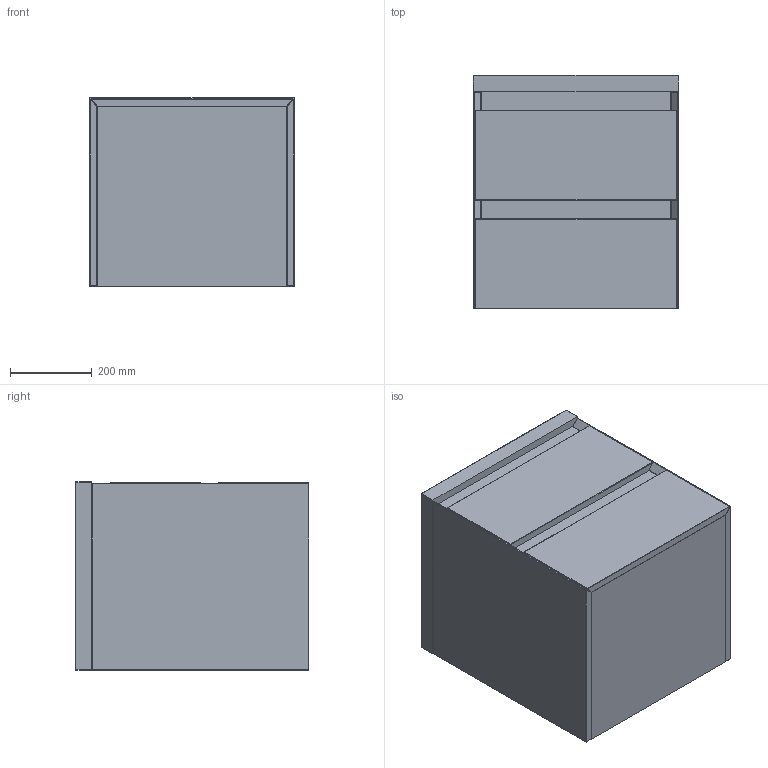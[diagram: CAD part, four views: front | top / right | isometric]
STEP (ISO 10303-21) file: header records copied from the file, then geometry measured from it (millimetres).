
FILE_DESCRIPTION (( 'STEP AP214' ), '1' );
FILE_NAME ('UN050W2.STEP', '2021-03-04T11:46:51', ( '' ), ( '' ), 'SwSTEP 2.0', 'SolidWorks 2019', '' );
FILE_SCHEMA (( 'AUTOMOTIVE_DESIGN' ));
Length unit declared in the file: millimetre
Products named in the file (5): UN050W2; Front 2020_Bottom 500; Countertop_50MDF; Front 2020_Top 500; Base and Sides 2020_500
Assembly tree (4 placements, depth 2):
  UN050W2
    Countertop_50MDF
    Base and Sides 2020_500
    Front 2020_Bottom 500
    Front 2020_Top 500
Bounding box: 502 x 570 x 460 mm (x, y, z)
Volume: 36546781.2 mm3; surface area: 4100000.8 mm2
Topology: 19 solids, 19 shells, 203 faces, 451 edges, 266 vertices
Faces by surface type: plane 135, cylinder 48, sphere 20
Entity records: 5670 total; most frequent: CARTESIAN_POINT 931, DIRECTION 927, ORIENTED_EDGE 862, EDGE_CURVE 431, LINE 339, VECTOR 339, AXIS2_PLACEMENT_3D 294, VERTEX_POINT 266
